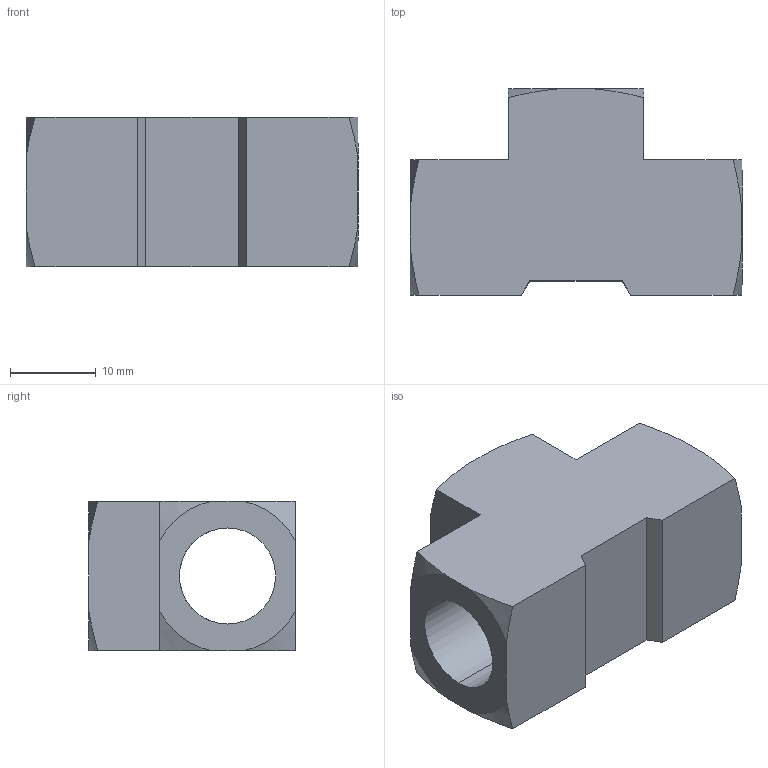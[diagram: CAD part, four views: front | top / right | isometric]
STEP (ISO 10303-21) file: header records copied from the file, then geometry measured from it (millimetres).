
FILE_DESCRIPTION (( 'STEP AP203' ), '1' );
FILE_NAME ('BFFT-14N.step', '2016-02-15T20:04:53', ( '' ), ( '' ), 'SwSTEP 2.0', 'SolidWorks 2015', '' );
FILE_SCHEMA (( 'CONFIG_CONTROL_DESIGN' ));
Length unit declared in the file: inch
Products named in the file (1): BFFT-14N
Bounding box: 38.61 x 24 x 17.4 mm (x, y, z)
Volume: 7561.6 mm3; surface area: 4976.7 mm2
Topology: 1 solids, 1 shells, 32 faces, 90 edges, 60 vertices
Faces by surface type: plane 16, cone 12, cylinder 4
Entity records: 1171 total; most frequent: CARTESIAN_POINT 285, ORIENTED_EDGE 180, DIRECTION 152, EDGE_CURVE 90, VERTEX_POINT 60, AXIS2_PLACEMENT_3D 55, VECTOR 42, LINE 42
